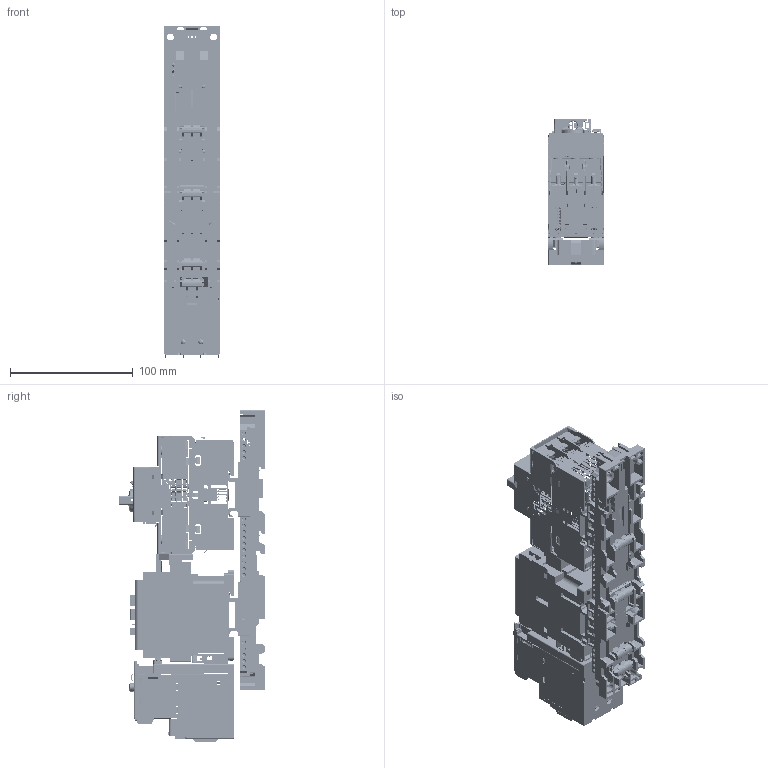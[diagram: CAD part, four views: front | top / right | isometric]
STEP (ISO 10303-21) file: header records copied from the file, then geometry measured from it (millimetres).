
FILE_DESCRIPTION((''),'2;1');
FILE_NAME('3COMP_D_FRAME_CA_09','2023-03-24T14:04:36',('MLatos'),('Rockwell Automation'),'CREO PARAMETRIC BY PTC INC, 2022162','CREO PARAMETRIC BY PTC INC, 2022162','');
FILE_SCHEMA(('CONFIG_CONTROL_DESIGN'));
Products named in the file (1): 3COMP_D_FRAME_CA_09
Bounding box: 45 x 118.68 x 269.95 mm (x, y, z)
Surface area: 177177.1 mm2 (no closed solid volume)
Topology: 0 solids, 816 shells, 3518 faces, 22940 edges, 19886 vertices
Faces by surface type: plane 2266, cylinder 778, cone 223, bspline 151, torus 70, extrusion 18, sphere 12
Entity records: 267745 total; most frequent: CARTESIAN_POINT 107845, DIRECTION 28686, ORIENTED_EDGE 28065, EDGE_CURVE 22929, VERTEX_POINT 19888, VECTOR 14990, LINE 14972, AXIS2_PLACEMENT_3D 6848
